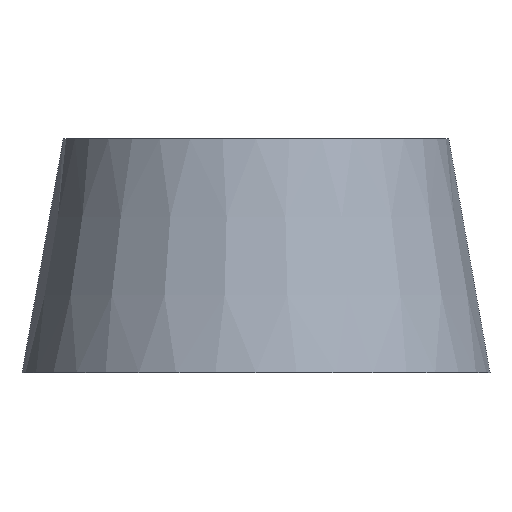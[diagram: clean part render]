
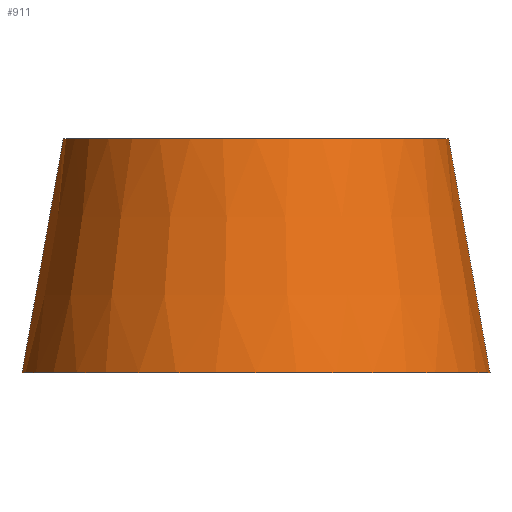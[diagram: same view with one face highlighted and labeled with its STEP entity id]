
A CAD part, front view. The second image highlights one B-rep face of the part: STEP entity #911.
In plain terms, the highlighted conical face has half-angle 10 degrees and reference radius 55 mm.
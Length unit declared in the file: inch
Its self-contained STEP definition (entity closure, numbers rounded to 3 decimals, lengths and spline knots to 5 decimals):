
#38 = EDGE_LOOP ( 'NONE', ( #1521, #1372, #421, #1777 ) ) ;
#104 = DIRECTION ( 'NONE',  ( 0., 0., -1. ) ) ;
#107 = VERTEX_POINT ( 'NONE', #211 ) ;
#114 = DIRECTION ( 'NONE',  ( 0.174, 0., -0.985 ) ) ;
#119 = DIRECTION ( 'NONE',  ( 0., 0., -1. ) ) ;
#163 = AXIS2_PLACEMENT_3D ( 'NONE', #955, #119, #1089 ) ;
#174 = LINE ( 'NONE', #808, #855 ) ;
#189 = DIRECTION ( 'NONE',  ( -0.174, 0., -0.985 ) ) ;
#211 = CARTESIAN_POINT ( 'NONE',  ( -1.38984, 0.3937, 1.85039 ) ) ;
#221 = CIRCLE ( 'NONE', #718, 2.16535 ) ;
#227 = VERTEX_POINT ( 'NONE', #286 ) ;
#240 = VECTOR ( 'NONE', #189, 39.37008 ) ;
#265 = FACE_OUTER_BOUND ( 'NONE', #38, .T. ) ;
#286 = CARTESIAN_POINT ( 'NONE',  ( 2.55906, 0.3937, -0.31496 ) ) ;
#359 = VERTEX_POINT ( 'NONE', #1044 ) ;
#382 = AXIS2_PLACEMENT_3D ( 'NONE', #526, #1635, #1214 ) ;
#421 = ORIENTED_EDGE ( 'NONE', *, *, #569, .F. ) ;
#511 = CIRCLE ( 'NONE', #163, 1.78354 ) ;
#526 = CARTESIAN_POINT ( 'NONE',  ( 0.3937, 0.3937, -0.31496 ) ) ;
#531 = CARTESIAN_POINT ( 'NONE',  ( -1.77165, 0.3937, -0.31496 ) ) ;
#569 = EDGE_CURVE ( 'NONE', #227, #1260, #221, .T. ) ;
#718 = AXIS2_PLACEMENT_3D ( 'NONE', #938, #104, #1072 ) ;
#726 = LINE ( 'NONE', #1012, #240 ) ;
#738 = EDGE_CURVE ( 'NONE', #107, #1260, #726, .T. ) ;
#808 = CARTESIAN_POINT ( 'NONE',  ( 2.55906, 0.3937, -0.31496 ) ) ;
#855 = VECTOR ( 'NONE', #114, 39.37008 ) ;
#911 = ADVANCED_FACE ( 'NONE', ( #265 ), #1278, .T. ) ;
#938 = CARTESIAN_POINT ( 'NONE',  ( 0.3937, 0.3937, -0.31496 ) ) ;
#955 = CARTESIAN_POINT ( 'NONE',  ( 0.3937, 0.3937, 1.85039 ) ) ;
#961 = EDGE_CURVE ( 'NONE', #359, #227, #174, .T. ) ;
#1012 = CARTESIAN_POINT ( 'NONE',  ( -1.77165, 0.3937, -0.31496 ) ) ;
#1044 = CARTESIAN_POINT ( 'NONE',  ( 2.17724, 0.3937, 1.85039 ) ) ;
#1072 = DIRECTION ( 'NONE',  ( 1., 0., 0. ) ) ;
#1089 = DIRECTION ( 'NONE',  ( -1., 0., 0. ) ) ;
#1206 = EDGE_CURVE ( 'NONE', #359, #107, #511, .T. ) ;
#1214 = DIRECTION ( 'NONE',  ( 1., 0., 0. ) ) ;
#1260 = VERTEX_POINT ( 'NONE', #531 ) ;
#1278 = CONICAL_SURFACE ( 'NONE', #382, 2.16535, 0.175 ) ;
#1372 = ORIENTED_EDGE ( 'NONE', *, *, #738, .T. ) ;
#1521 = ORIENTED_EDGE ( 'NONE', *, *, #1206, .T. ) ;
#1635 = DIRECTION ( 'NONE',  ( 0., 0., -1. ) ) ;
#1777 = ORIENTED_EDGE ( 'NONE', *, *, #961, .F. ) ;
